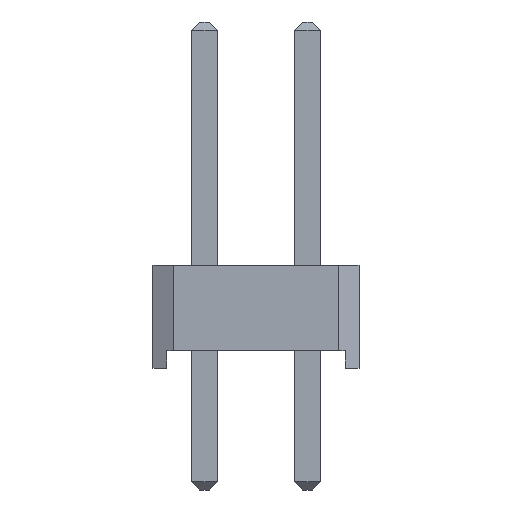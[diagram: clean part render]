
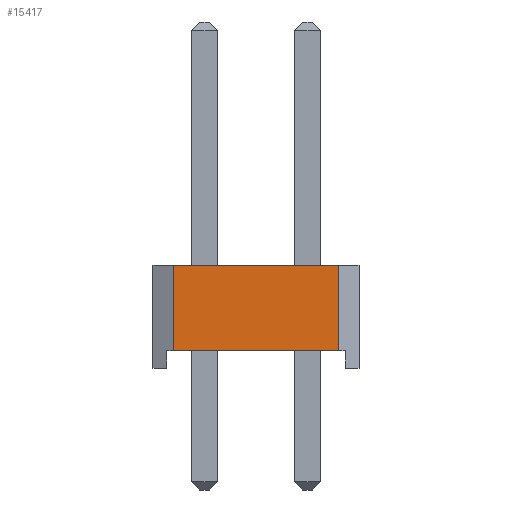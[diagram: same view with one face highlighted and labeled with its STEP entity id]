
A CAD part, front view. The second image highlights one B-rep face of the part: STEP entity #15417.
In plain terms, the highlighted face is planar.
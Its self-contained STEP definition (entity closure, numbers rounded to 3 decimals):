
#588=ORIENTED_EDGE('',*,*,#3540,.T.);
#589=ORIENTED_EDGE('',*,*,#3340,.T.);
#590=ORIENTED_EDGE('',*,*,#3541,.F.);
#591=ORIENTED_EDGE('',*,*,#3441,.F.);
#3340=EDGE_CURVE('',#4886,#4887,#5842,.T.);
#3441=EDGE_CURVE('',#4916,#4917,#5943,.T.);
#3540=EDGE_CURVE('',#4916,#4886,#6042,.T.);
#3541=EDGE_CURVE('',#4917,#4887,#6043,.T.);
#4886=VERTEX_POINT('',#19961);
#4887=VERTEX_POINT('',#19962);
#4916=VERTEX_POINT('',#20119);
#4917=VERTEX_POINT('',#20121);
#5842=LINE('',#19960,#7388);
#5943=LINE('',#20120,#7489);
#6042=LINE('',#20277,#7588);
#6043=LINE('',#20278,#7589);
#7388=VECTOR('',#16948,1000.);
#7489=VECTOR('',#17105,1000.);
#7588=VECTOR('',#17262,1000.);
#7589=VECTOR('',#17263,1000.);
#8823=EDGE_LOOP('',(#588,#589,#590,#591));
#9527=FACE_BOUND('',#8823,.T.);
#10231=PLANE('',#16072);
#15417=ADVANCED_FACE('',(#9527),#10231,.F.);
#16072=AXIS2_PLACEMENT_3D('',#20276,#17260,#17261);
#16948=DIRECTION('',(0.,1.,0.));
#17105=DIRECTION('',(0.,1.,0.));
#17260=DIRECTION('',(-1.,0.,0.));
#17261=DIRECTION('',(0.,0.,1.));
#17262=DIRECTION('',(0.,0.,-1.));
#17263=DIRECTION('',(0.,0.,-1.));
#19960=CARTESIAN_POINT('',(17.78,0.,-3.31));
#19961=CARTESIAN_POINT('',(17.78,-0.832,-3.31));
#19962=CARTESIAN_POINT('',(17.78,1.27,-3.31));
#20119=CARTESIAN_POINT('',(17.78,-0.832,0.77));
#20120=CARTESIAN_POINT('',(17.78,0.,0.77));
#20121=CARTESIAN_POINT('',(17.78,1.27,0.77));
#20276=CARTESIAN_POINT('',(17.78,0.,0.));
#20277=CARTESIAN_POINT('',(17.78,-0.832,0.93));
#20278=CARTESIAN_POINT('',(17.78,1.27,1.27));
